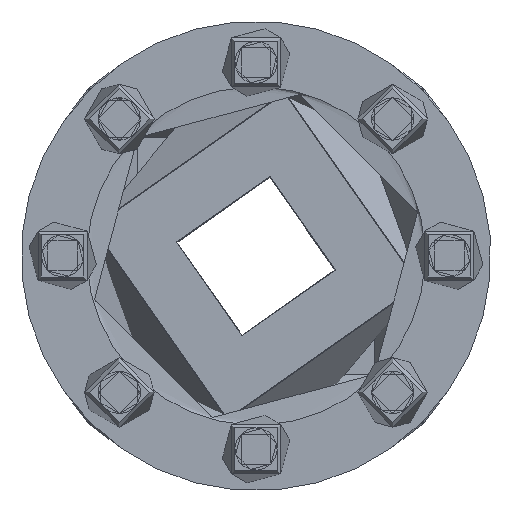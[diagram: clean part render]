
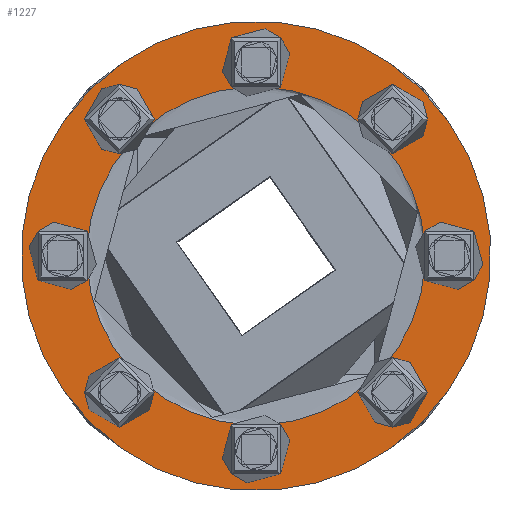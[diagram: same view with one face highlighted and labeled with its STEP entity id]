
A CAD part, top view. The second image highlights one B-rep face of the part: STEP entity #1227.
In plain terms, the highlighted face is planar.
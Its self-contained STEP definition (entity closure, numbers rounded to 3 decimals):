
#1227 = ADVANCED_FACE('',(#1228,#1239),#1385,.F.);
#1228 = FACE_BOUND('',#1229,.T.);
#1229 = EDGE_LOOP('',(#1230));
#1230 = ORIENTED_EDGE('',*,*,#1231,.T.);
#1231 = EDGE_CURVE('',#1232,#1232,#1234,.T.);
#1232 = VERTEX_POINT('',#1233);
#1233 = CARTESIAN_POINT('',(121.5,0.,0.));
#1234 = CIRCLE('',#1235,121.5);
#1235 = AXIS2_PLACEMENT_3D('',#1236,#1237,#1238);
#1236 = CARTESIAN_POINT('',(0.,0.,0.));
#1237 = DIRECTION('',(0.,0.,-1.));
#1238 = DIRECTION('',(1.,0.,0.));
#1239 = FACE_BOUND('',#1240,.T.);
#1240 = EDGE_LOOP('',(#1241,#1252,#1261,#1270,#1279,#1288,#1297,#1306,
    #1315,#1324,#1333,#1342,#1351,#1360,#1369,#1378));
#1241 = ORIENTED_EDGE('',*,*,#1242,.T.);
#1242 = EDGE_CURVE('',#1243,#1245,#1247,.T.);
#1243 = VERTEX_POINT('',#1244);
#1244 = CARTESIAN_POINT('',(-65.151,58.408,0.));
#1245 = VERTEX_POINT('',#1246);
#1246 = CARTESIAN_POINT('',(-87.37,4.768,0.));
#1247 = CIRCLE('',#1248,87.5);
#1248 = AXIS2_PLACEMENT_3D('',#1249,#1250,#1251);
#1249 = CARTESIAN_POINT('',(0.,0.,0.));
#1250 = DIRECTION('',(0.,0.,1.));
#1251 = DIRECTION('',(1.,0.,-0.));
#1252 = ORIENTED_EDGE('',*,*,#1253,.T.);
#1253 = EDGE_CURVE('',#1245,#1254,#1256,.T.);
#1254 = VERTEX_POINT('',#1255);
#1255 = CARTESIAN_POINT('',(-87.37,-4.768,0.));
#1256 = CIRCLE('',#1257,13.5);
#1257 = AXIS2_PLACEMENT_3D('',#1258,#1259,#1260);
#1258 = CARTESIAN_POINT('',(-100.,0.,0.));
#1259 = DIRECTION('',(0.,0.,1.));
#1260 = DIRECTION('',(1.,0.,-0.));
#1261 = ORIENTED_EDGE('',*,*,#1262,.T.);
#1262 = EDGE_CURVE('',#1254,#1263,#1265,.T.);
#1263 = VERTEX_POINT('',#1264);
#1264 = CARTESIAN_POINT('',(-65.151,-58.408,0.));
#1265 = CIRCLE('',#1266,87.5);
#1266 = AXIS2_PLACEMENT_3D('',#1267,#1268,#1269);
#1267 = CARTESIAN_POINT('',(0.,0.,0.));
#1268 = DIRECTION('',(0.,0.,1.));
#1269 = DIRECTION('',(1.,0.,-0.));
#1270 = ORIENTED_EDGE('',*,*,#1271,.T.);
#1271 = EDGE_CURVE('',#1263,#1272,#1274,.T.);
#1272 = VERTEX_POINT('',#1273);
#1273 = CARTESIAN_POINT('',(-58.408,-65.151,0.));
#1274 = CIRCLE('',#1275,13.5);
#1275 = AXIS2_PLACEMENT_3D('',#1276,#1277,#1278);
#1276 = CARTESIAN_POINT('',(-70.711,-70.711,0.));
#1277 = DIRECTION('',(0.,0.,1.));
#1278 = DIRECTION('',(1.,0.,-0.));
#1279 = ORIENTED_EDGE('',*,*,#1280,.T.);
#1280 = EDGE_CURVE('',#1272,#1281,#1283,.T.);
#1281 = VERTEX_POINT('',#1282);
#1282 = CARTESIAN_POINT('',(-4.768,-87.37,0.));
#1283 = CIRCLE('',#1284,87.5);
#1284 = AXIS2_PLACEMENT_3D('',#1285,#1286,#1287);
#1285 = CARTESIAN_POINT('',(0.,0.,0.));
#1286 = DIRECTION('',(0.,0.,1.));
#1287 = DIRECTION('',(1.,0.,-0.));
#1288 = ORIENTED_EDGE('',*,*,#1289,.T.);
#1289 = EDGE_CURVE('',#1281,#1290,#1292,.T.);
#1290 = VERTEX_POINT('',#1291);
#1291 = CARTESIAN_POINT('',(4.768,-87.37,0.));
#1292 = CIRCLE('',#1293,13.5);
#1293 = AXIS2_PLACEMENT_3D('',#1294,#1295,#1296);
#1294 = CARTESIAN_POINT('',(0.,-100.,0.));
#1295 = DIRECTION('',(0.,0.,1.));
#1296 = DIRECTION('',(1.,0.,-0.));
#1297 = ORIENTED_EDGE('',*,*,#1298,.T.);
#1298 = EDGE_CURVE('',#1290,#1299,#1301,.T.);
#1299 = VERTEX_POINT('',#1300);
#1300 = CARTESIAN_POINT('',(58.408,-65.151,0.));
#1301 = CIRCLE('',#1302,87.5);
#1302 = AXIS2_PLACEMENT_3D('',#1303,#1304,#1305);
#1303 = CARTESIAN_POINT('',(0.,0.,0.));
#1304 = DIRECTION('',(0.,0.,1.));
#1305 = DIRECTION('',(1.,0.,-0.));
#1306 = ORIENTED_EDGE('',*,*,#1307,.T.);
#1307 = EDGE_CURVE('',#1299,#1308,#1310,.T.);
#1308 = VERTEX_POINT('',#1309);
#1309 = CARTESIAN_POINT('',(65.151,-58.408,0.));
#1310 = CIRCLE('',#1311,13.5);
#1311 = AXIS2_PLACEMENT_3D('',#1312,#1313,#1314);
#1312 = CARTESIAN_POINT('',(70.711,-70.711,0.));
#1313 = DIRECTION('',(0.,0.,1.));
#1314 = DIRECTION('',(1.,0.,-0.));
#1315 = ORIENTED_EDGE('',*,*,#1316,.T.);
#1316 = EDGE_CURVE('',#1308,#1317,#1319,.T.);
#1317 = VERTEX_POINT('',#1318);
#1318 = CARTESIAN_POINT('',(87.37,-4.768,0.));
#1319 = CIRCLE('',#1320,87.5);
#1320 = AXIS2_PLACEMENT_3D('',#1321,#1322,#1323);
#1321 = CARTESIAN_POINT('',(0.,0.,0.));
#1322 = DIRECTION('',(0.,0.,1.));
#1323 = DIRECTION('',(1.,0.,-0.));
#1324 = ORIENTED_EDGE('',*,*,#1325,.T.);
#1325 = EDGE_CURVE('',#1317,#1326,#1328,.T.);
#1326 = VERTEX_POINT('',#1327);
#1327 = CARTESIAN_POINT('',(87.37,4.768,0.));
#1328 = CIRCLE('',#1329,13.5);
#1329 = AXIS2_PLACEMENT_3D('',#1330,#1331,#1332);
#1330 = CARTESIAN_POINT('',(100.,0.,0.));
#1331 = DIRECTION('',(0.,0.,1.));
#1332 = DIRECTION('',(1.,0.,-0.));
#1333 = ORIENTED_EDGE('',*,*,#1334,.T.);
#1334 = EDGE_CURVE('',#1326,#1335,#1337,.T.);
#1335 = VERTEX_POINT('',#1336);
#1336 = CARTESIAN_POINT('',(65.151,58.408,0.));
#1337 = CIRCLE('',#1338,87.5);
#1338 = AXIS2_PLACEMENT_3D('',#1339,#1340,#1341);
#1339 = CARTESIAN_POINT('',(0.,0.,0.));
#1340 = DIRECTION('',(0.,0.,1.));
#1341 = DIRECTION('',(1.,0.,-0.));
#1342 = ORIENTED_EDGE('',*,*,#1343,.T.);
#1343 = EDGE_CURVE('',#1335,#1344,#1346,.T.);
#1344 = VERTEX_POINT('',#1345);
#1345 = CARTESIAN_POINT('',(58.408,65.151,0.));
#1346 = CIRCLE('',#1347,13.5);
#1347 = AXIS2_PLACEMENT_3D('',#1348,#1349,#1350);
#1348 = CARTESIAN_POINT('',(70.711,70.711,0.));
#1349 = DIRECTION('',(0.,0.,1.));
#1350 = DIRECTION('',(1.,0.,-0.));
#1351 = ORIENTED_EDGE('',*,*,#1352,.T.);
#1352 = EDGE_CURVE('',#1344,#1353,#1355,.T.);
#1353 = VERTEX_POINT('',#1354);
#1354 = CARTESIAN_POINT('',(4.768,87.37,0.));
#1355 = CIRCLE('',#1356,87.5);
#1356 = AXIS2_PLACEMENT_3D('',#1357,#1358,#1359);
#1357 = CARTESIAN_POINT('',(0.,0.,0.));
#1358 = DIRECTION('',(0.,0.,1.));
#1359 = DIRECTION('',(1.,0.,-0.));
#1360 = ORIENTED_EDGE('',*,*,#1361,.T.);
#1361 = EDGE_CURVE('',#1353,#1362,#1364,.T.);
#1362 = VERTEX_POINT('',#1363);
#1363 = CARTESIAN_POINT('',(-4.768,87.37,0.));
#1364 = CIRCLE('',#1365,13.5);
#1365 = AXIS2_PLACEMENT_3D('',#1366,#1367,#1368);
#1366 = CARTESIAN_POINT('',(0.,100.,0.));
#1367 = DIRECTION('',(0.,0.,1.));
#1368 = DIRECTION('',(1.,0.,-0.));
#1369 = ORIENTED_EDGE('',*,*,#1370,.T.);
#1370 = EDGE_CURVE('',#1362,#1371,#1373,.T.);
#1371 = VERTEX_POINT('',#1372);
#1372 = CARTESIAN_POINT('',(-58.408,65.151,0.));
#1373 = CIRCLE('',#1374,87.5);
#1374 = AXIS2_PLACEMENT_3D('',#1375,#1376,#1377);
#1375 = CARTESIAN_POINT('',(0.,0.,0.));
#1376 = DIRECTION('',(0.,0.,1.));
#1377 = DIRECTION('',(1.,0.,-0.));
#1378 = ORIENTED_EDGE('',*,*,#1379,.T.);
#1379 = EDGE_CURVE('',#1371,#1243,#1380,.T.);
#1380 = CIRCLE('',#1381,13.5);
#1381 = AXIS2_PLACEMENT_3D('',#1382,#1383,#1384);
#1382 = CARTESIAN_POINT('',(-70.711,70.711,0.));
#1383 = DIRECTION('',(0.,0.,1.));
#1384 = DIRECTION('',(1.,0.,-0.));
#1385 = PLANE('',#1386);
#1386 = AXIS2_PLACEMENT_3D('',#1387,#1388,#1389);
#1387 = CARTESIAN_POINT('',(0.,0.,0.));
#1388 = DIRECTION('',(0.,0.,1.));
#1389 = DIRECTION('',(1.,0.,-0.));
